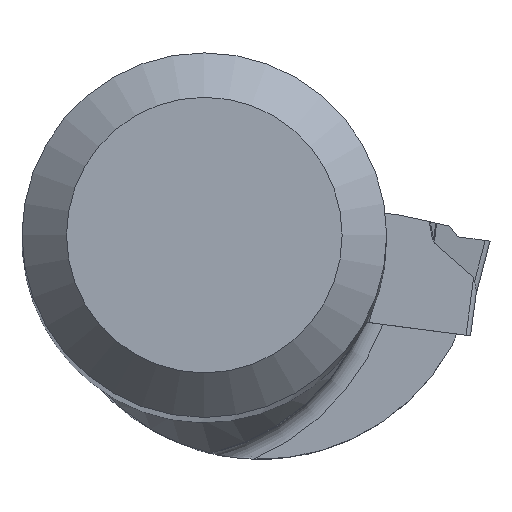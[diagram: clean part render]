
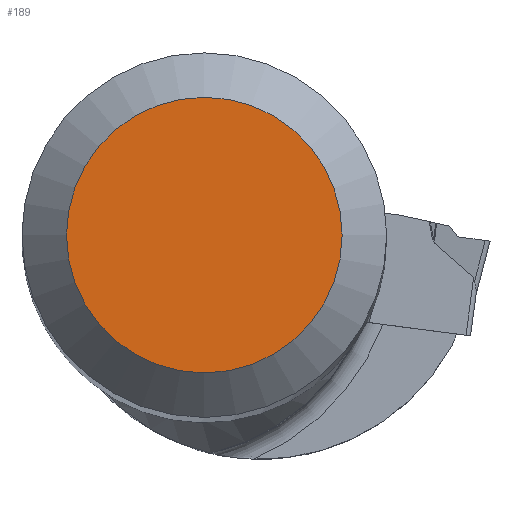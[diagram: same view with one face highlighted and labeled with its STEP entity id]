
A CAD part, top view. The second image highlights one B-rep face of the part: STEP entity #189.
In plain terms, the highlighted planar face has unit normal (0, 0, 1).
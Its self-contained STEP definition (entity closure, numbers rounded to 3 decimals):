
#149=PLANE('',#1665);
#189=ADVANCED_FACE('',(#287),#149,.F.);
#287=FACE_OUTER_BOUND('',#368,.T.);
#368=EDGE_LOOP('',(#752));
#664=CIRCLE('',#1664,6.);
#752=ORIENTED_EDGE('',*,*,#1314,.F.);
#1158=VERTEX_POINT('',#2308);
#1314=EDGE_CURVE('',#1158,#1158,#664,.T.);
#1664=AXIS2_PLACEMENT_3D('',#2307,#1811,#1812);
#1665=AXIS2_PLACEMENT_3D('',#2309,#1813,#1814);
#1811=DIRECTION('',(0.,0.,-1.));
#1812=DIRECTION('',(0.,1.,0.));
#1813=DIRECTION('',(0.,0.,-1.));
#1814=DIRECTION('',(0.,1.,0.));
#2307=CARTESIAN_POINT('',(0.,0.,0.));
#2308=CARTESIAN_POINT('',(0.,6.,0.));
#2309=CARTESIAN_POINT('',(0.,0.,0.));
